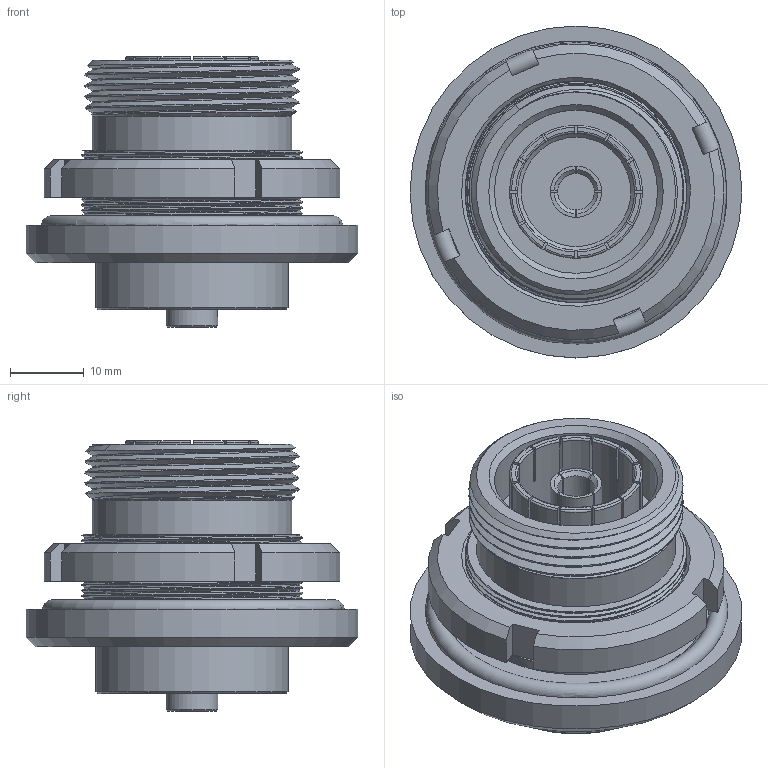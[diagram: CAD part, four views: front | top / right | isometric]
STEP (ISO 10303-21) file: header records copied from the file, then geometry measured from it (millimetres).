
FILE_DESCRIPTION (( 'STEP AP203' ), '1' );
FILE_NAME ('PE4572_3D.step', '2021-05-19T16:47:29', ( '' ), ( '' ), 'SwSTEP 2.0', 'SolidWorks 2020', '' );
FILE_SCHEMA (( 'CONFIG_CONTROL_DESIGN' ));
Length unit declared in the file: inch
Products named in the file (1): PE4572_3D
Bounding box: 44.96 x 44.96 x 36.7 mm (x, y, z)
Volume: 23945.4 mm3; surface area: 13687.8 mm2
Topology: 2 solids, 2 shells, 170 faces, 459 edges, 302 vertices
Faces by surface type: plane 92, torus 25, cylinder 22, cone 20, bspline 11
Full cylindrical faces by diameter (mm): 1.524 x1, 3.048 x1, 4.96 x1, 6.94 x1, 7.036 x1, 15.85 x1, 15.875 x1, 18 x1, 22.1 x1, 26.035 x1, 27 x1, 30.025 x1, 35.052 x1, 40.894 x1, 44.958 x1
Entity records: 10874 total; most frequent: CARTESIAN_POINT 6851, ORIENTED_EDGE 830, DIRECTION 780, EDGE_CURVE 415, AXIS2_PLACEMENT_3D 306, VERTEX_POINT 287, EDGE_LOOP 210, FACE_OUTER_BOUND 183
